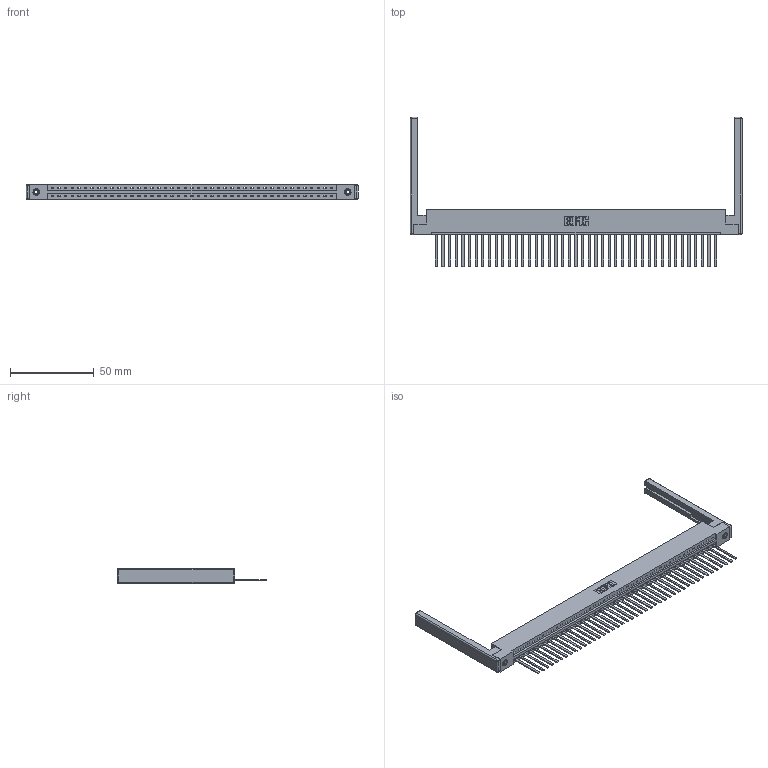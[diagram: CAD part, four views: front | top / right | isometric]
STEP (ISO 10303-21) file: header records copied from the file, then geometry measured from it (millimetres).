
FILE_DESCRIPTION (( 'STEP AP203' ), '1' );
FILE_NAME ('337-043-544-168.STEP', '2019-10-02T00:02:43', ( '' ), ( '' ), 'SwSTEP 2.0', 'SolidWorks 2016', '' );
FILE_SCHEMA (( 'CONFIG_CONTROL_DESIGN' ));
Length unit declared in the file: inch
Products named in the file (5): 345-292-001_345-293-144; 337 Part_Flush Mounting Lugs - 0.156 Dia-TI; 345-250-001_345-250-001-102; 337-043-544-168; 307-220-068
Assembly tree (48 placements, depth 2):
  337-043-544-168
    337 Part_Flush Mounting Lugs - 0.156 Dia-TI
    345-292-001_345-293-144  x43
    345-250-001_345-250-001-102  x2
    307-220-068  x2
Bounding box: 197.82 x 89.03 x 9.4 mm (x, y, z)
Volume: 25461.3 mm3; surface area: 27509.2 mm2
Topology: 48 solids, 48 shells, 2676 faces, 8011 edges, 5262 vertices
Faces by surface type: plane 1964, cylinder 688, cone 12, sphere 8, torus 4
Entity records: 34410 total; most frequent: CARTESIAN_POINT 5948, ORIENTED_EDGE 5916, DIRECTION 5074, EDGE_CURVE 2958, VECTOR 2784, LINE 2784, VERTEX_POINT 1962, AXIS2_PLACEMENT_3D 1145
